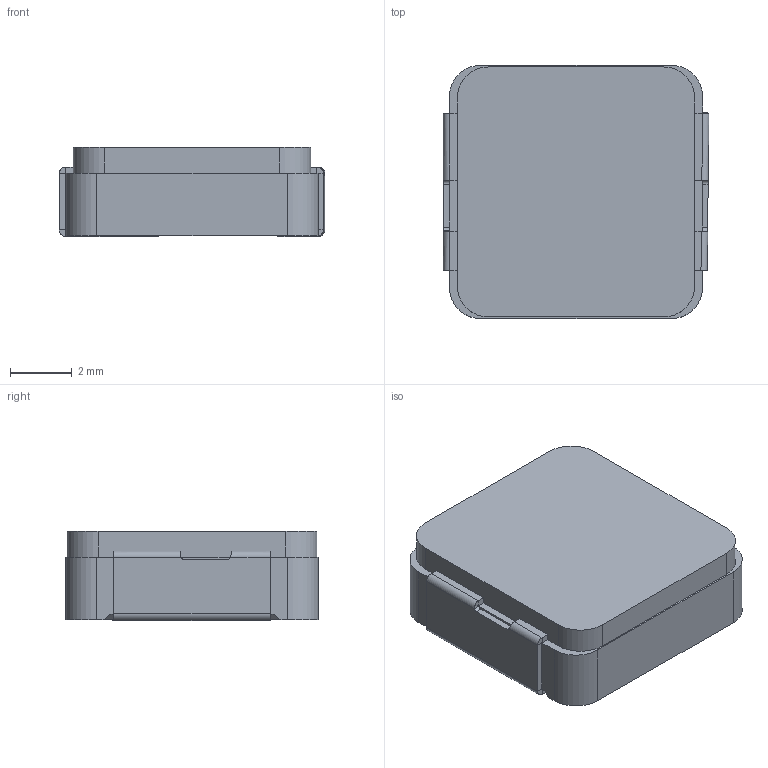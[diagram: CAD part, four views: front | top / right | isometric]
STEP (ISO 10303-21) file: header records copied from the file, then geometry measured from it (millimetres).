
FILE_DESCRIPTION(('FreeCAD Model'),'2;1');
FILE_NAME('IHLP3232CZ.step', '2017-03-01T11:41:00',('kicad StepUp'),('ksu MCAD'), 'Open CASCADE STEP processor 6.8','FreeCAD','Unknown');
FILE_SCHEMA(('AUTOMOTIVE_DESIGN_CC2 { 1 2 10303 214 -1 1 5 4 }'));
Length unit declared in the file: millimetre
Products named in the file (1): IHLP3232CZ
Bounding box: 8.6 x 8.19 x 2.88 mm (x, y, z)
Volume: 189.4 mm3; surface area: 229.4 mm2
Topology: 1 solids, 1 shells, 94 faces, 241 edges, 149 vertices
Faces by surface type: plane 66, cylinder 18, bspline 10
Entity records: 3581 total; most frequent: CARTESIAN_POINT 734, ORIENTED_EDGE 482, DIRECTION 399, EDGE_CURVE 241, LINE 173, VECTOR 173, VERTEX_POINT 149, AXIS2_PLACEMENT_3D 113
